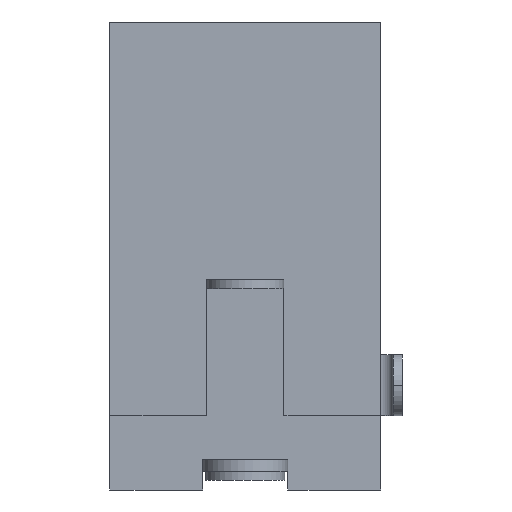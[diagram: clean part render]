
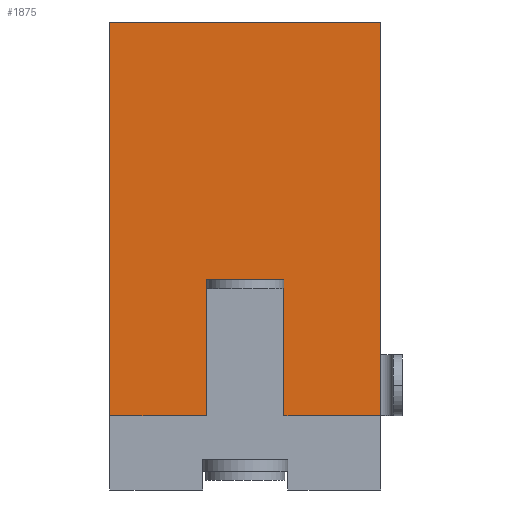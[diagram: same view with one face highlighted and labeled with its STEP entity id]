
A CAD part, front view. The second image highlights one B-rep face of the part: STEP entity #1875.
In plain terms, the highlighted planar face has unit normal (0, -1, 0).
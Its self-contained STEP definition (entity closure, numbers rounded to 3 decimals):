
#44 = VECTOR ( 'NONE', #1487, 1000. ) ;
#104 = CARTESIAN_POINT ( 'NONE',  ( -4.445, 4.3, 7.175 ) ) ;
#132 = VERTEX_POINT ( 'NONE', #1217 ) ;
#151 = EDGE_CURVE ( 'NONE', #797, #2092, #1817, .T. ) ;
#204 = EDGE_CURVE ( 'NONE', #1138, #240, #1602, .T. ) ;
#240 = VERTEX_POINT ( 'NONE', #265 ) ;
#259 = CARTESIAN_POINT ( 'NONE',  ( -4.445, 4.3, 7.175 ) ) ;
#265 = CARTESIAN_POINT ( 'NONE',  ( 4.445, 4.3, -5.745 ) ) ;
#273 = DIRECTION ( 'NONE',  ( 0., 0., -1. ) ) ;
#299 = VECTOR ( 'NONE', #442, 1000. ) ;
#340 = VERTEX_POINT ( 'NONE', #663 ) ;
#406 = VECTOR ( 'NONE', #1598, 1000. ) ;
#416 = ORIENTED_EDGE ( 'NONE', *, *, #1064, .F. ) ;
#442 = DIRECTION ( 'NONE',  ( -1., 0., 0. ) ) ;
#582 = ORIENTED_EDGE ( 'NONE', *, *, #1367, .F. ) ;
#662 = CARTESIAN_POINT ( 'NONE',  ( -4.445, 4.3, -5.745 ) ) ;
#663 = CARTESIAN_POINT ( 'NONE',  ( 1.27, 4.3, -5.745 ) ) ;
#673 = EDGE_CURVE ( 'NONE', #1275, #797, #746, .T. ) ;
#686 = CARTESIAN_POINT ( 'NONE',  ( -1.27, 4.3, -1.575 ) ) ;
#687 = VECTOR ( 'NONE', #1017, 1000. ) ;
#746 = LINE ( 'NONE', #815, #1600 ) ;
#797 = VERTEX_POINT ( 'NONE', #1954 ) ;
#815 = CARTESIAN_POINT ( 'NONE',  ( -1.27, 4.3, -1.575 ) ) ;
#896 = EDGE_CURVE ( 'NONE', #132, #1275, #1844, .T. ) ;
#980 = DIRECTION ( 'NONE',  ( 0., 0., -1. ) ) ;
#1017 = DIRECTION ( 'NONE',  ( 1., 0., 0. ) ) ;
#1064 = EDGE_CURVE ( 'NONE', #240, #340, #1847, .T. ) ;
#1085 = VECTOR ( 'NONE', #1521, 1000. ) ;
#1098 = ORIENTED_EDGE ( 'NONE', *, *, #204, .F. ) ;
#1137 = DIRECTION ( 'NONE',  ( -1., 0., 0. ) ) ;
#1138 = VERTEX_POINT ( 'NONE', #2275 ) ;
#1193 = CARTESIAN_POINT ( 'NONE',  ( -4.445, 4.3, 7.175 ) ) ;
#1217 = CARTESIAN_POINT ( 'NONE',  ( 1.27, 4.3, -1.575 ) ) ;
#1275 = VERTEX_POINT ( 'NONE', #686 ) ;
#1286 = VECTOR ( 'NONE', #1137, 1000. ) ;
#1367 = EDGE_CURVE ( 'NONE', #1785, #1138, #1808, .T. ) ;
#1399 = CARTESIAN_POINT ( 'NONE',  ( -4.445, 4.3, 7.175 ) ) ;
#1400 = CARTESIAN_POINT ( 'NONE',  ( 4.445, 4.3, 7.175 ) ) ;
#1402 = EDGE_CURVE ( 'NONE', #1785, #2092, #2413, .T. ) ;
#1406 = DIRECTION ( 'NONE',  ( -1., 0., 0. ) ) ;
#1445 = ORIENTED_EDGE ( 'NONE', *, *, #151, .F. ) ;
#1470 = CARTESIAN_POINT ( 'NONE',  ( 1.27, 4.3, -1.575 ) ) ;
#1487 = DIRECTION ( 'NONE',  ( 0., 0., 1. ) ) ;
#1504 = ORIENTED_EDGE ( 'NONE', *, *, #896, .F. ) ;
#1521 = DIRECTION ( 'NONE',  ( -1., 0., 0. ) ) ;
#1523 = AXIS2_PLACEMENT_3D ( 'NONE', #259, #1744, #1406 ) ;
#1541 = VECTOR ( 'NONE', #273, 1000. ) ;
#1598 = DIRECTION ( 'NONE',  ( 0., 0., -1. ) ) ;
#1600 = VECTOR ( 'NONE', #980, 1000. ) ;
#1602 = LINE ( 'NONE', #1400, #1541 ) ;
#1611 = ORIENTED_EDGE ( 'NONE', *, *, #673, .F. ) ;
#1641 = EDGE_CURVE ( 'NONE', #340, #132, #2125, .T. ) ;
#1658 = CARTESIAN_POINT ( 'NONE',  ( 1.27, 4.3, -1.575 ) ) ;
#1744 = DIRECTION ( 'NONE',  ( 0., 1., 0. ) ) ;
#1785 = VERTEX_POINT ( 'NONE', #1399 ) ;
#1808 = LINE ( 'NONE', #1193, #687 ) ;
#1817 = LINE ( 'NONE', #2112, #299 ) ;
#1844 = LINE ( 'NONE', #1658, #1286 ) ;
#1847 = LINE ( 'NONE', #2289, #1085 ) ;
#1855 = FACE_OUTER_BOUND ( 'NONE', #2247, .T. ) ;
#1875 = ADVANCED_FACE ( 'NONE', ( #1855 ), #1968, .F. ) ;
#1952 = ORIENTED_EDGE ( 'NONE', *, *, #1402, .T. ) ;
#1954 = CARTESIAN_POINT ( 'NONE',  ( -1.27, 4.3, -5.745 ) ) ;
#1968 = PLANE ( 'NONE',  #1523 ) ;
#2092 = VERTEX_POINT ( 'NONE', #662 ) ;
#2112 = CARTESIAN_POINT ( 'NONE',  ( 4.445, 4.3, -5.745 ) ) ;
#2125 = LINE ( 'NONE', #1470, #44 ) ;
#2247 = EDGE_LOOP ( 'NONE', ( #1504, #2351, #416, #1098, #582, #1952, #1445, #1611 ) ) ;
#2275 = CARTESIAN_POINT ( 'NONE',  ( 4.445, 4.3, 7.175 ) ) ;
#2289 = CARTESIAN_POINT ( 'NONE',  ( 4.445, 4.3, -5.745 ) ) ;
#2351 = ORIENTED_EDGE ( 'NONE', *, *, #1641, .F. ) ;
#2413 = LINE ( 'NONE', #104, #406 ) ;
